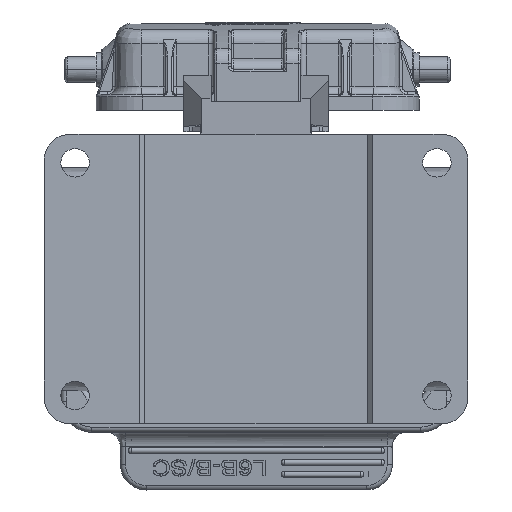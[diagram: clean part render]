
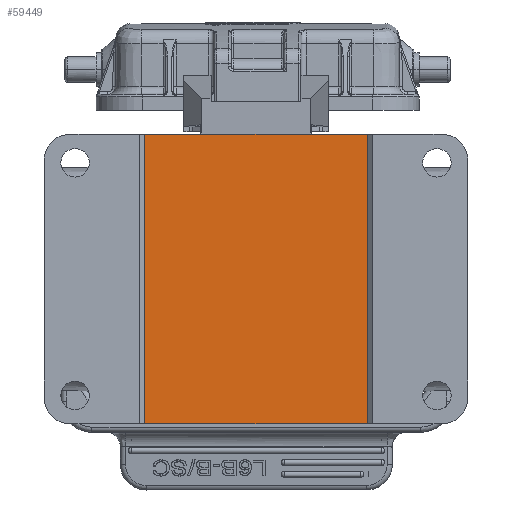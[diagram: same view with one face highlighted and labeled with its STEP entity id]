
A CAD part, front view. The second image highlights one B-rep face of the part: STEP entity #59449.
In plain terms, the highlighted planar face has unit normal (0, -1, 0).
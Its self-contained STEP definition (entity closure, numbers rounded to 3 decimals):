
#7003=DIRECTION('',(1.,0.,0.));
#7004=VECTOR('',#7003,43.);
#7005=CARTESIAN_POINT('',(-21.5,1.,-28.));
#7006=LINE('',#7005,#7004);
#7088=DIRECTION('',(0.,0.,-1.));
#7089=VECTOR('',#7088,56.);
#7090=CARTESIAN_POINT('',(-21.5,1.,28.));
#7091=LINE('',#7090,#7089);
#7100=DIRECTION('',(-1.,0.,0.));
#7101=VECTOR('',#7100,43.);
#7102=CARTESIAN_POINT('',(21.5,1.,28.));
#7103=LINE('',#7102,#7101);
#20769=DIRECTION('',(0.,0.,-1.));
#20770=VECTOR('',#20769,56.);
#20771=CARTESIAN_POINT('',(21.5,1.,28.));
#20772=LINE('',#20771,#20770);
#24534=CARTESIAN_POINT('',(-21.5,1.,28.));
#24535=VERTEX_POINT('',#24534);
#24536=CARTESIAN_POINT('',(-21.5,1.,-28.));
#24537=VERTEX_POINT('',#24536);
#24546=CARTESIAN_POINT('',(21.5,1.,28.));
#24547=VERTEX_POINT('',#24546);
#24609=CARTESIAN_POINT('',(21.5,1.,-28.));
#24610=VERTEX_POINT('',#24609);
#59438=CARTESIAN_POINT('',(0.,1.,0.));
#59439=DIRECTION('',(0.,1.,0.));
#59440=DIRECTION('',(-1.,0.,0.));
#59441=AXIS2_PLACEMENT_3D('',#59438,#59439,#59440);
#59442=PLANE('',#59441);
#59443=ORIENTED_EDGE('',*,*,#37133,.F.);
#59444=ORIENTED_EDGE('',*,*,#37011,.T.);
#59445=ORIENTED_EDGE('',*,*,#37031,.F.);
#59446=ORIENTED_EDGE('',*,*,#37117,.F.);
#59447=EDGE_LOOP('',(#59443,#59444,#59445,#59446));
#59448=FACE_OUTER_BOUND('',#59447,.F.);
#37011=EDGE_CURVE('',#24547,#24610,#20772,.T.);
#37031=EDGE_CURVE('',#24537,#24610,#7006,.T.);
#37117=EDGE_CURVE('',#24535,#24537,#7091,.T.);
#37133=EDGE_CURVE('',#24547,#24535,#7103,.T.);
#59449=ADVANCED_FACE('',(#59448),#59442,.F.);
